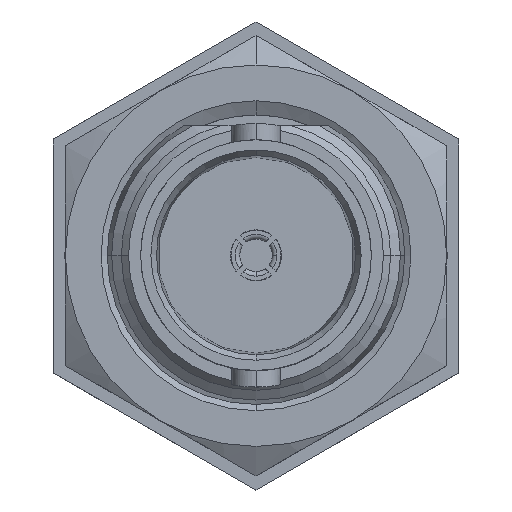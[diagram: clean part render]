
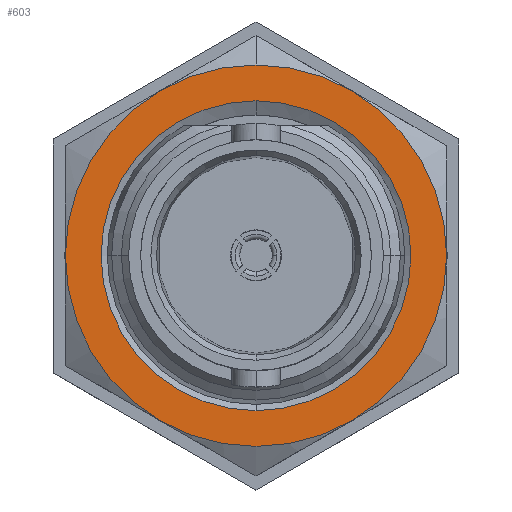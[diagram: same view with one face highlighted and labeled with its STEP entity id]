
A CAD part, top view. The second image highlights one B-rep face of the part: STEP entity #603.
In plain terms, the highlighted planar face has unit normal (0, 0, 1).
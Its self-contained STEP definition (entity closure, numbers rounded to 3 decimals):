
#168 = AXIS2_PLACEMENT_3D ( 'NONE', #7376, #1951, #8291 ) ;
#362 = FACE_BOUND ( 'NONE', #6117, .T. ) ;
#588 = EDGE_CURVE ( 'NONE', #8066, #6763, #1658, .T. ) ;
#603 = ADVANCED_FACE ( 'NONE', ( #362, #6192 ), #11394, .F. ) ;
#830 = CARTESIAN_POINT ( 'NONE',  ( 4., 6.928, -13.8 ) ) ;
#1128 = EDGE_CURVE ( 'NONE', #6763, #4306, #10242, .T. ) ;
#1147 = DIRECTION ( 'NONE',  ( 0., 0., 1. ) ) ;
#1305 = CARTESIAN_POINT ( 'NONE',  ( 0., 8., -13.8 ) ) ;
#1317 = CARTESIAN_POINT ( 'NONE',  ( 0., 0., -13.8 ) ) ;
#1395 = DIRECTION ( 'NONE',  ( 0., -1., 0. ) ) ;
#1522 = CARTESIAN_POINT ( 'NONE',  ( -8., 0., -13.8 ) ) ;
#1658 = CIRCLE ( 'NONE', #1999, 8. ) ;
#1784 = VERTEX_POINT ( 'NONE', #3725 ) ;
#1951 = DIRECTION ( 'NONE',  ( 0., 0., 1. ) ) ;
#1999 = AXIS2_PLACEMENT_3D ( 'NONE', #6699, #2218, #5768 ) ;
#2099 = DIRECTION ( 'NONE',  ( 0., -1., 0. ) ) ;
#2122 = DIRECTION ( 'NONE',  ( 0., -1., 0. ) ) ;
#2218 = DIRECTION ( 'NONE',  ( 0., 0., 1. ) ) ;
#2267 = DIRECTION ( 'NONE',  ( 0., -1., 0. ) ) ;
#2315 = CIRCLE ( 'NONE', #2474, 8. ) ;
#2342 = DIRECTION ( 'NONE',  ( 0., 0., 1. ) ) ;
#2474 = AXIS2_PLACEMENT_3D ( 'NONE', #6860, #2342, #1395 ) ;
#2501 = EDGE_CURVE ( 'NONE', #2989, #5071, #10731, .T. ) ;
#2661 = CARTESIAN_POINT ( 'NONE',  ( -4., -6.928, -13.8 ) ) ;
#2820 = EDGE_CURVE ( 'NONE', #4306, #2989, #5635, .T. ) ;
#2989 = VERTEX_POINT ( 'NONE', #2661 ) ;
#3052 = DIRECTION ( 'NONE',  ( 0., 0., -1. ) ) ;
#3212 = EDGE_CURVE ( 'NONE', #5071, #6537, #5874, .T. ) ;
#3244 = AXIS2_PLACEMENT_3D ( 'NONE', #3867, #1147, #2099 ) ;
#3615 = CIRCLE ( 'NONE', #11644, 6.5 ) ;
#3693 = CIRCLE ( 'NONE', #11085, 8. ) ;
#3725 = CARTESIAN_POINT ( 'NONE',  ( 0., -6.5, -13.8 ) ) ;
#3772 = EDGE_LOOP ( 'NONE', ( #4704, #8750, #4802, #7789, #5094, #5150, #4467 ) ) ;
#3867 = CARTESIAN_POINT ( 'NONE',  ( 0., 0., -13.8 ) ) ;
#3933 = VERTEX_POINT ( 'NONE', #7273 ) ;
#4022 = AXIS2_PLACEMENT_3D ( 'NONE', #1305, #3052, #8520 ) ;
#4050 = CARTESIAN_POINT ( 'NONE',  ( -4., 6.928, -13.8 ) ) ;
#4159 = EDGE_CURVE ( 'NONE', #9055, #8066, #2315, .T. ) ;
#4306 = VERTEX_POINT ( 'NONE', #1522 ) ;
#4378 = CARTESIAN_POINT ( 'NONE',  ( 8., 0., -13.8 ) ) ;
#4467 = ORIENTED_EDGE ( 'NONE', *, *, #2501, .T. ) ;
#4603 = AXIS2_PLACEMENT_3D ( 'NONE', #7690, #8461, #4901 ) ;
#4704 = ORIENTED_EDGE ( 'NONE', *, *, #3212, .T. ) ;
#4708 = EDGE_CURVE ( 'NONE', #6537, #9055, #3693, .T. ) ;
#4802 = ORIENTED_EDGE ( 'NONE', *, *, #4159, .T. ) ;
#4901 = DIRECTION ( 'NONE',  ( 0., -1., 0. ) ) ;
#4952 = AXIS2_PLACEMENT_3D ( 'NONE', #1317, #10551, #2267 ) ;
#5071 = VERTEX_POINT ( 'NONE', #9606 ) ;
#5094 = ORIENTED_EDGE ( 'NONE', *, *, #1128, .T. ) ;
#5150 = ORIENTED_EDGE ( 'NONE', *, *, #2820, .T. ) ;
#5563 = CARTESIAN_POINT ( 'NONE',  ( 0., 0., -13.8 ) ) ;
#5635 = CIRCLE ( 'NONE', #4603, 8. ) ;
#5643 = DIRECTION ( 'NONE',  ( 0., 0., 1. ) ) ;
#5768 = DIRECTION ( 'NONE',  ( 0., -1., 0. ) ) ;
#5874 = CIRCLE ( 'NONE', #3244, 8. ) ;
#5972 = ORIENTED_EDGE ( 'NONE', *, *, #8192, .F. ) ;
#6117 = EDGE_LOOP ( 'NONE', ( #6339, #5972 ) ) ;
#6192 = FACE_OUTER_BOUND ( 'NONE', #3772, .T. ) ;
#6339 = ORIENTED_EDGE ( 'NONE', *, *, #10363, .F. ) ;
#6350 = DIRECTION ( 'NONE',  ( 0., 0., 1. ) ) ;
#6537 = VERTEX_POINT ( 'NONE', #4378 ) ;
#6699 = CARTESIAN_POINT ( 'NONE',  ( 0., 0., -13.8 ) ) ;
#6763 = VERTEX_POINT ( 'NONE', #4050 ) ;
#6860 = CARTESIAN_POINT ( 'NONE',  ( 0., 0., -13.8 ) ) ;
#7273 = CARTESIAN_POINT ( 'NONE',  ( 0., 6.5, -13.8 ) ) ;
#7376 = CARTESIAN_POINT ( 'NONE',  ( 0., 0., -13.8 ) ) ;
#7690 = CARTESIAN_POINT ( 'NONE',  ( 0., 0., -13.8 ) ) ;
#7789 = ORIENTED_EDGE ( 'NONE', *, *, #588, .T. ) ;
#8066 = VERTEX_POINT ( 'NONE', #8696 ) ;
#8192 = EDGE_CURVE ( 'NONE', #3933, #1784, #9422, .T. ) ;
#8291 = DIRECTION ( 'NONE',  ( 0., -1., 0. ) ) ;
#8297 = DIRECTION ( 'NONE',  ( 0., -1., 0. ) ) ;
#8393 = DIRECTION ( 'NONE',  ( 0., 0., 1. ) ) ;
#8461 = DIRECTION ( 'NONE',  ( 0., 0., 1. ) ) ;
#8520 = DIRECTION ( 'NONE',  ( 0., 1., 0. ) ) ;
#8696 = CARTESIAN_POINT ( 'NONE',  ( 0., 8., -13.8 ) ) ;
#8750 = ORIENTED_EDGE ( 'NONE', *, *, #4708, .T. ) ;
#9055 = VERTEX_POINT ( 'NONE', #830 ) ;
#9099 = DIRECTION ( 'NONE',  ( 0., -1., 0. ) ) ;
#9391 = CARTESIAN_POINT ( 'NONE',  ( 0., 0., -13.8 ) ) ;
#9422 = CIRCLE ( 'NONE', #4952, 6.5 ) ;
#9606 = CARTESIAN_POINT ( 'NONE',  ( 4., -6.928, -13.8 ) ) ;
#10061 = AXIS2_PLACEMENT_3D ( 'NONE', #5563, #5643, #8297 ) ;
#10242 = CIRCLE ( 'NONE', #10061, 8. ) ;
#10363 = EDGE_CURVE ( 'NONE', #1784, #3933, #3615, .T. ) ;
#10551 = DIRECTION ( 'NONE',  ( 0., 0., 1. ) ) ;
#10731 = CIRCLE ( 'NONE', #168, 8. ) ;
#11085 = AXIS2_PLACEMENT_3D ( 'NONE', #9391, #8393, #2122 ) ;
#11394 = PLANE ( 'NONE',  #4022 ) ;
#11644 = AXIS2_PLACEMENT_3D ( 'NONE', #11808, #6350, #9099 ) ;
#11808 = CARTESIAN_POINT ( 'NONE',  ( 0., 0., -13.8 ) ) ;
